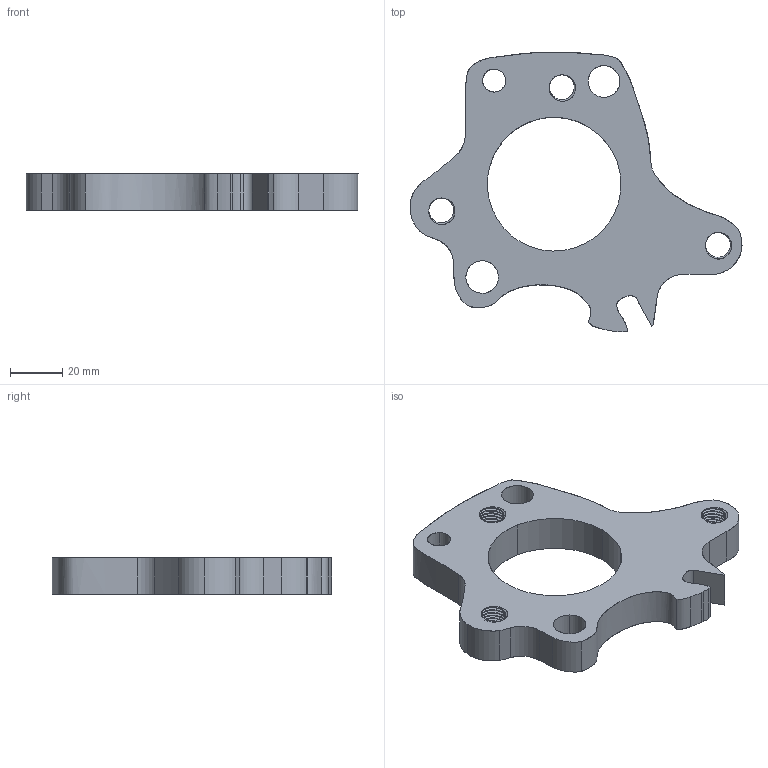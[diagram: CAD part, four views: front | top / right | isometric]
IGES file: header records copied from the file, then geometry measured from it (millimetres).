
Start section: SolidWorks IGES file using analytic representation for surfaces
Global section: file name: plaque d'adaptation turbo - final 03-17.IGS; native system: SolidWorks 2016; preprocessor: SolidWorks 2016; author: MCMP ENGINEERING; date: 170304.202422; units: millimetre
Bounding box: 127.05 x 107.05 x 14 mm (x, y, z)
Surface area: 22750.5 mm2 (no closed solid volume)
Topology: 0 solids, 0 shells, 161 faces, 3534 edges, 3534 vertices
Faces by surface type: revolution 108, bspline 53
